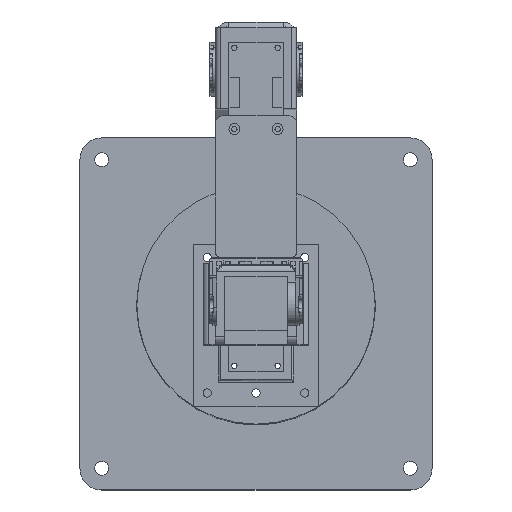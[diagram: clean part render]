
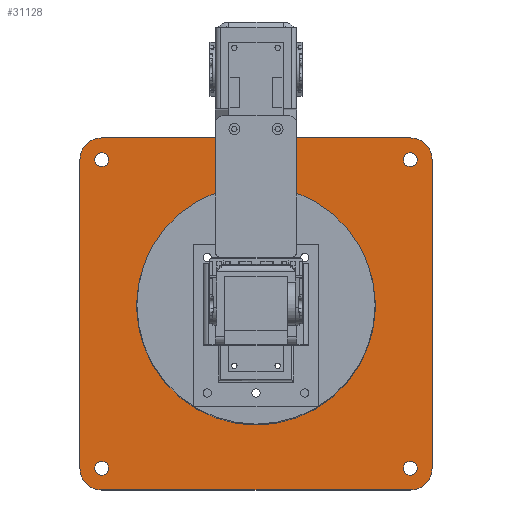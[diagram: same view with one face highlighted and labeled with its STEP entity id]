
A CAD part, top view. The second image highlights one B-rep face of the part: STEP entity #31128.
In plain terms, the highlighted planar face has unit normal (0, 0, 1).
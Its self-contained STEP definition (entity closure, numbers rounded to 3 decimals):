
#1177=FACE_BOUND('',#5824,.T.);
#1178=FACE_BOUND('',#5825,.T.);
#1179=FACE_BOUND('',#5826,.T.);
#1180=FACE_BOUND('',#5827,.T.);
#1181=FACE_BOUND('',#5828,.T.);
#2184=CIRCLE('',#33937,8.);
#2185=CIRCLE('',#33938,8.);
#2186=CIRCLE('',#33939,8.);
#2187=CIRCLE('',#33940,8.);
#2188=CIRCLE('',#33941,40.);
#2189=CIRCLE('',#33942,2.6);
#2190=CIRCLE('',#33943,2.6);
#2191=CIRCLE('',#33944,2.6);
#2192=CIRCLE('',#33945,2.6);
#3799=FACE_OUTER_BOUND('',#5823,.T.);
#5823=EDGE_LOOP('',(#28152,#28153,#28154,#28155,#28156,#28157,#28158,#28159));
#5824=EDGE_LOOP('',(#28160));
#5825=EDGE_LOOP('',(#28161));
#5826=EDGE_LOOP('',(#28162));
#5827=EDGE_LOOP('',(#28163));
#5828=EDGE_LOOP('',(#28164));
#9058=LINE('',#54061,#12307);
#9059=LINE('',#54065,#12308);
#9060=LINE('',#54069,#12309);
#9061=LINE('',#54073,#12310);
#12307=VECTOR('',#42458,10.);
#12308=VECTOR('',#42461,10.);
#12309=VECTOR('',#42464,10.);
#12310=VECTOR('',#42467,10.);
#15157=VERTEX_POINT('',#54059);
#15158=VERTEX_POINT('',#54060);
#15159=VERTEX_POINT('',#54062);
#15160=VERTEX_POINT('',#54064);
#15161=VERTEX_POINT('',#54066);
#15162=VERTEX_POINT('',#54068);
#15163=VERTEX_POINT('',#54070);
#15164=VERTEX_POINT('',#54072);
#15165=VERTEX_POINT('',#54075);
#15166=VERTEX_POINT('',#54077);
#15167=VERTEX_POINT('',#54079);
#15168=VERTEX_POINT('',#54081);
#15169=VERTEX_POINT('',#54083);
#19503=EDGE_CURVE('',#15157,#15158,#9058,.T.);
#19504=EDGE_CURVE('',#15159,#15157,#2184,.T.);
#19505=EDGE_CURVE('',#15160,#15159,#9059,.T.);
#19506=EDGE_CURVE('',#15161,#15160,#2185,.T.);
#19507=EDGE_CURVE('',#15162,#15161,#9060,.T.);
#19508=EDGE_CURVE('',#15163,#15162,#2186,.T.);
#19509=EDGE_CURVE('',#15164,#15163,#9061,.T.);
#19510=EDGE_CURVE('',#15158,#15164,#2187,.T.);
#19511=EDGE_CURVE('',#15165,#15165,#2188,.T.);
#19512=EDGE_CURVE('',#15166,#15166,#2189,.T.);
#19513=EDGE_CURVE('',#15167,#15167,#2190,.T.);
#19514=EDGE_CURVE('',#15168,#15168,#2191,.T.);
#19515=EDGE_CURVE('',#15169,#15169,#2192,.T.);
#28152=ORIENTED_EDGE('',*,*,#19503,.F.);
#28153=ORIENTED_EDGE('',*,*,#19504,.F.);
#28154=ORIENTED_EDGE('',*,*,#19505,.F.);
#28155=ORIENTED_EDGE('',*,*,#19506,.F.);
#28156=ORIENTED_EDGE('',*,*,#19507,.F.);
#28157=ORIENTED_EDGE('',*,*,#19508,.F.);
#28158=ORIENTED_EDGE('',*,*,#19509,.F.);
#28159=ORIENTED_EDGE('',*,*,#19510,.F.);
#28160=ORIENTED_EDGE('',*,*,#19511,.T.);
#28161=ORIENTED_EDGE('',*,*,#19512,.F.);
#28162=ORIENTED_EDGE('',*,*,#19513,.F.);
#28163=ORIENTED_EDGE('',*,*,#19514,.F.);
#28164=ORIENTED_EDGE('',*,*,#19515,.F.);
#29502=PLANE('',#33936);
#31128=ADVANCED_FACE('',(#3799,#1177,#1178,#1179,#1180,#1181),#29502,.F.);
#33936=AXIS2_PLACEMENT_3D('',#54058,#42456,#42457);
#33937=AXIS2_PLACEMENT_3D('',#54063,#42459,#42460);
#33938=AXIS2_PLACEMENT_3D('',#54067,#42462,#42463);
#33939=AXIS2_PLACEMENT_3D('',#54071,#42465,#42466);
#33940=AXIS2_PLACEMENT_3D('',#54074,#42468,#42469);
#33941=AXIS2_PLACEMENT_3D('',#54076,#42470,#42471);
#33942=AXIS2_PLACEMENT_3D('',#54078,#42472,#42473);
#33943=AXIS2_PLACEMENT_3D('',#54080,#42474,#42475);
#33944=AXIS2_PLACEMENT_3D('',#54082,#42476,#42477);
#33945=AXIS2_PLACEMENT_3D('',#54084,#42478,#42479);
#42456=DIRECTION('center_axis',(0.,0.,
-1.));
#42457=DIRECTION('ref_axis',(1.,0.,0.));
#42458=DIRECTION('',(-1.,0.,0.));
#42459=DIRECTION('center_axis',(0.,0.,
-1.));
#42460=DIRECTION('ref_axis',(1.,0.,0.));
#42461=DIRECTION('',(0.,-1.,0.));
#42462=DIRECTION('center_axis',(0.,0.,
-1.));
#42463=DIRECTION('ref_axis',(0.,1.,0.));
#42464=DIRECTION('',(1.,0.,0.));
#42465=DIRECTION('center_axis',(0.,0.,
-1.));
#42466=DIRECTION('ref_axis',(-1.,0.,0.));
#42467=DIRECTION('',(0.,1.,0.));
#42468=DIRECTION('center_axis',(0.,0.,
-1.));
#42469=DIRECTION('ref_axis',(0.,-1.,0.));
#42470=DIRECTION('center_axis',(0.,0.,
-1.));
#42471=DIRECTION('ref_axis',(1.,0.,0.));
#42472=DIRECTION('center_axis',(0.,0.,
1.));
#42473=DIRECTION('ref_axis',(1.,0.,0.));
#42474=DIRECTION('center_axis',(0.,0.,
1.));
#42475=DIRECTION('ref_axis',(1.,0.,0.));
#42476=DIRECTION('center_axis',(0.,0.,
1.));
#42477=DIRECTION('ref_axis',(1.,0.,0.));
#42478=DIRECTION('center_axis',(0.,0.,
1.));
#42479=DIRECTION('ref_axis',(1.,0.,0.));
#54058=CARTESIAN_POINT('Origin',(18.734,0.142,-90.984));
#54059=CARTESIAN_POINT('',(75.734,-59.858,-90.984));
#54060=CARTESIAN_POINT('',(-38.266,-59.858,-90.984));
#54061=CARTESIAN_POINT('',(75.734,-59.858,-90.984));
#54062=CARTESIAN_POINT('',(83.734,-51.858,-90.984));
#54063=CARTESIAN_POINT('Origin',(75.734,-51.858,-90.984));
#54064=CARTESIAN_POINT('',(83.734,62.142,-90.984));
#54065=CARTESIAN_POINT('',(83.734,62.142,-90.984));
#54066=CARTESIAN_POINT('',(75.734,70.142,-90.984));
#54067=CARTESIAN_POINT('Origin',(75.734,62.142,-90.984));
#54068=CARTESIAN_POINT('',(-38.266,70.142,-90.984));
#54069=CARTESIAN_POINT('',(-38.266,70.142,-90.984));
#54070=CARTESIAN_POINT('',(-46.266,62.142,-90.984));
#54071=CARTESIAN_POINT('Origin',(-38.266,62.142,-90.984));
#54072=CARTESIAN_POINT('',(-46.266,-51.858,-90.984));
#54073=CARTESIAN_POINT('',(-46.266,-51.858,-90.984));
#54074=CARTESIAN_POINT('Origin',(-38.266,-51.858,-90.984));
#54075=CARTESIAN_POINT('',(-21.266,8.142,-90.984));
#54076=CARTESIAN_POINT('Origin',(18.734,8.142,-90.984));
#54077=CARTESIAN_POINT('',(73.134,62.142,-90.984));
#54078=CARTESIAN_POINT('Origin',(75.734,62.142,-90.984));
#54079=CARTESIAN_POINT('',(-40.866,62.142,-90.984));
#54080=CARTESIAN_POINT('Origin',(-38.266,62.142,-90.984));
#54081=CARTESIAN_POINT('',(73.134,-51.858,-90.984));
#54082=CARTESIAN_POINT('Origin',(75.734,-51.858,-90.984));
#54083=CARTESIAN_POINT('',(-40.866,-51.858,-90.984));
#54084=CARTESIAN_POINT('Origin',(-38.266,-51.858,-90.984));
